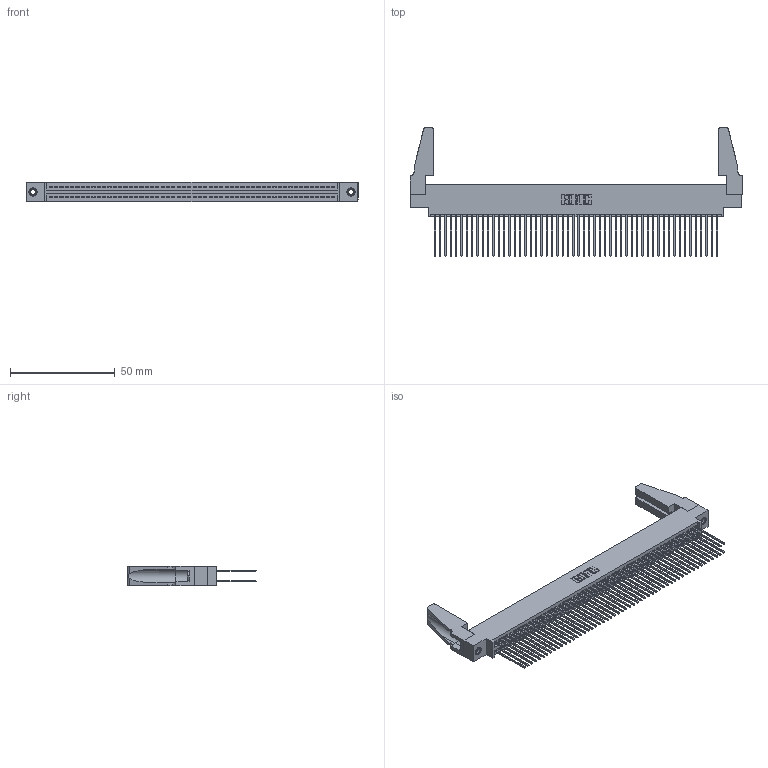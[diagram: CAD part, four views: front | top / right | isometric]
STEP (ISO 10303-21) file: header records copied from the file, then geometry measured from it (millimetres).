
FILE_DESCRIPTION (( 'STEP AP203' ), '1' );
FILE_NAME ('345-108-541-888.STEP', '2019-11-04T13:27:19', ( '' ), ( '' ), 'SwSTEP 2.0', 'SolidWorks 2016', '' );
FILE_SCHEMA (( 'CONFIG_CONTROL_DESIGN' ));
Length unit declared in the file: inch
Products named in the file (5): 345 Part_0.170 Offset - 0.156 Dia-TH; 345-108-541-888; 345-292-001_345-293-141; 345-220-078_345-220-088; 345-250-001_345-250-001-102
Assembly tree (113 placements, depth 2):
  345-108-541-888
    345 Part_0.170 Offset - 0.156 Dia-TH
    345-292-001_345-293-141  x108
    345-250-001_345-250-001-102  x2
    345-220-078_345-220-088  x2
Bounding box: 158.39 x 61.14 x 9.4 mm (x, y, z)
Volume: 19256.6 mm3; surface area: 30067.6 mm2
Topology: 113 solids, 113 shells, 5654 faces, 16759 edges, 11018 vertices
Faces by surface type: plane 3720, cylinder 1918, cone 12, torus 4
Entity records: 43052 total; most frequent: CARTESIAN_POINT 7202, ORIENTED_EDGE 7096, DIRECTION 6340, EDGE_CURVE 3548, LINE 3158, VECTOR 3158, VERTEX_POINT 2358, AXIS2_PLACEMENT_3D 1591
